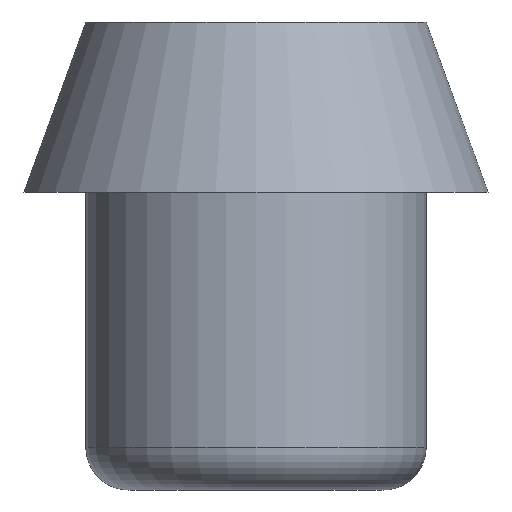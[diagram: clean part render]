
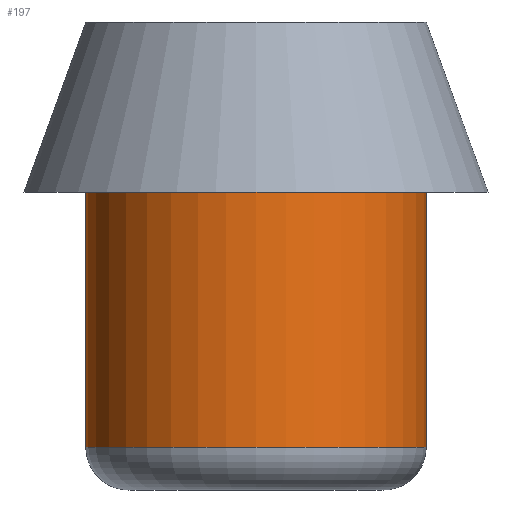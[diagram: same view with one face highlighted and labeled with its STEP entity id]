
A CAD part, front view. The second image highlights one B-rep face of the part: STEP entity #197.
In plain terms, the highlighted cylindrical face has radius 12 mm (diameter 24 mm), a full revolution.
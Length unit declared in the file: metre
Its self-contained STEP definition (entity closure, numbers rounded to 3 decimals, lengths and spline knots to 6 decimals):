
#6 = CARTESIAN_POINT('NONE', (0.012, 0., -0.012));
#7 = VERTEX_POINT('NONE', #6);
#8 = CARTESIAN_POINT('NONE', (0.012, 0., -0.03));
#9 = VERTEX_POINT('NONE', #8);
#35 = DIRECTION('NONE', (1, 0, -0));
#36 = DIRECTION('NONE', (0, 0, 1));
#37 = CARTESIAN_POINT('NONE', (0, 0, -0.012));
#38 = AXIS2_PLACEMENT_3D('NONE', #37, #36, #35);
#39 = CIRCLE('NONE', #38, 0.012);
#44 = DIRECTION('NONE', (1, 0, -0));
#45 = DIRECTION('NONE', (0, 0, 1));
#46 = CARTESIAN_POINT('NONE', (0, 0, -0.03));
#47 = AXIS2_PLACEMENT_3D('NONE', #46, #45, #44);
#48 = CIRCLE('NONE', #47, 0.012);
#107 = EDGE_CURVE('NONE', #7, #7, #39, .T.);
#109 = EDGE_CURVE('NONE', #9, #9, #48, .T.);
#145 = CARTESIAN_POINT('NONE', (0, 0, -0.012));
#146 = DIRECTION('NONE', (-0, 0, -1));
#147 = DIRECTION('NONE', (1, 0, -0));
#148 = AXIS2_PLACEMENT_3D('NONE', #145, #146, #147);
#149 = CYLINDRICAL_SURFACE('NONE', #148, 0.012);
#191 = ORIENTED_EDGE('NONE', *, *, #107, .F.);
#192 = ORIENTED_EDGE('NONE', *, *, #109, .T.);
#193 = EDGE_LOOP('NONE', (#191));
#194 = FACE_BOUND('NONE', #193, .T.);
#195 = EDGE_LOOP('NONE', (#192));
#196 = FACE_BOUND('NONE', #195, .T.);
#197 = ADVANCED_FACE('NONE', (#194, #196), #149, .T.);
